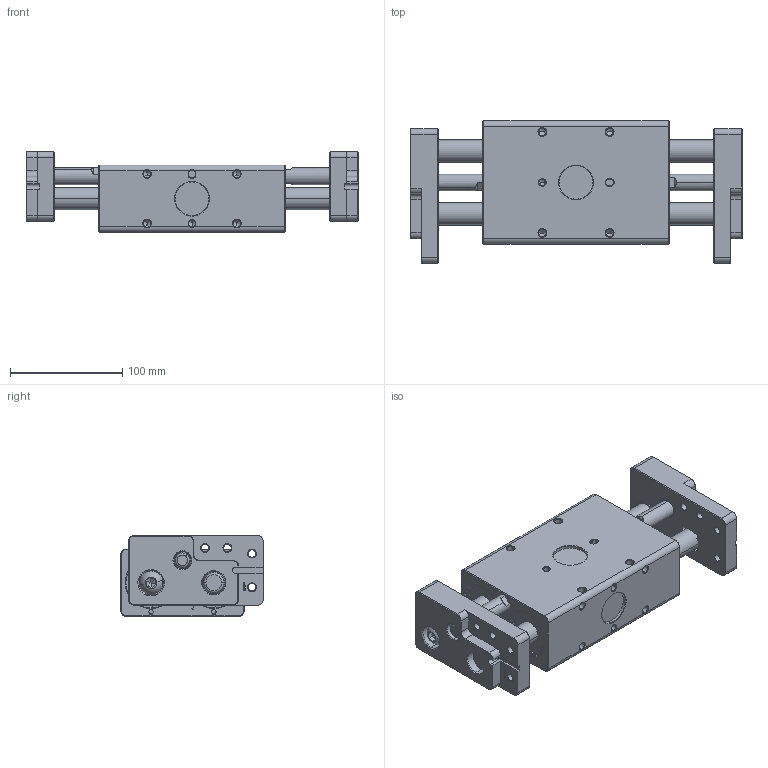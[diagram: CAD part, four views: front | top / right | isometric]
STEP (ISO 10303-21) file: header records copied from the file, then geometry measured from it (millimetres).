
FILE_DESCRIPTION (( 'STEP AP203' ), '1' );
FILE_NAME ('FYAF10-40軞傖.STEP', '2021-10-01T06:42:23', ( 'User' ), ( 'Microsoft' ), 'SwSTEP 2.0', 'SolidWorks 2015', '' );
FILE_SCHEMA (( 'CONFIG_CONTROL_DESIGN' ));
Length unit declared in the file: millimetre
Products named in the file (18): FYAF10-40軞傖; FYAF10-40-端面塞圈; FYAF10-40奻喘沭; circlips for holes--type a gb_GB_CONNECTING_PIECE_RING_RRH 45; LOGOﾅﾆ; FY10-40-樓Ч裝; 梓齪7; 詩杶15X18X16; FYA10-40倰瘍; hexagon socket button head screws gb_GB_SOCKET_TYPE7 M12X35-N; FYAF10-40-夹片右件（非镜像）; FYAF10-40狟喘沭 ; FYAF10-40-標え; 粟俶种4X25; FYAF10-40-肣杶; YCC28X20X5; 2.5; FY10-40-褲极
Assembly tree (26 placements, depth 2):
  FYAF10-40軞傖
    FY10-40-褲极
    FYAF10-40奻喘沭
    LOGOﾅﾆ
    梓齪7
    FYA10-40倰瘍
    FYAF10-40-夹片右件（非镜像）
    FYAF10-40-標え
    FYAF10-40-肣杶  x4
    2.5
    FYAF10-40-端面塞圈  x2
    circlips for holes--type a gb_GB_CONNECTING_PIECE_RING_RRH 45  x2
    FY10-40-樓Ч裝  x2
    詩杶15X18X16  x2
    hexagon socket button head screws gb_GB_SOCKET_TYPE7 M12X35-N  x2
    FYAF10-40狟喘沭 
    粟俶种4X25
    YCC28X20X5  x2
Bounding box: 296 x 127 x 72 mm (x, y, z)
Volume: 1520622.4 mm3; surface area: 221993.8 mm2
Topology: 26 solids, 26 shells, 1960 faces, 4843 edges, 3066 vertices
Faces by surface type: plane 886, cylinder 353, bspline 339, cone 300, torus 76, sphere 6
Entity records: 73252 total; most frequent: CARTESIAN_POINT 32020, ORIENTED_EDGE 8498, DIRECTION 7209, EDGE_CURVE 4249, VERTEX_POINT 2718, VECTOR 2665, LINE 2665, AXIS2_PLACEMENT_3D 2272
